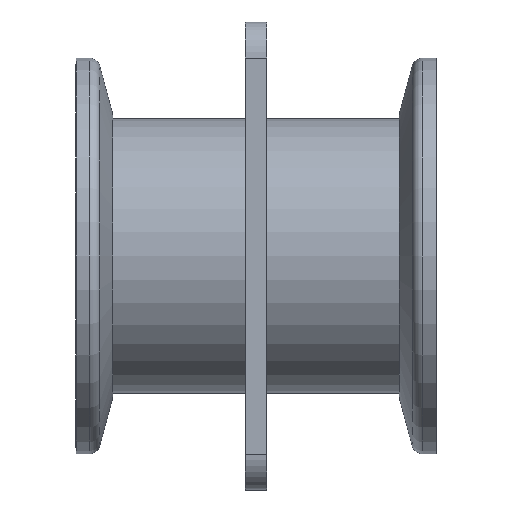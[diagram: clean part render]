
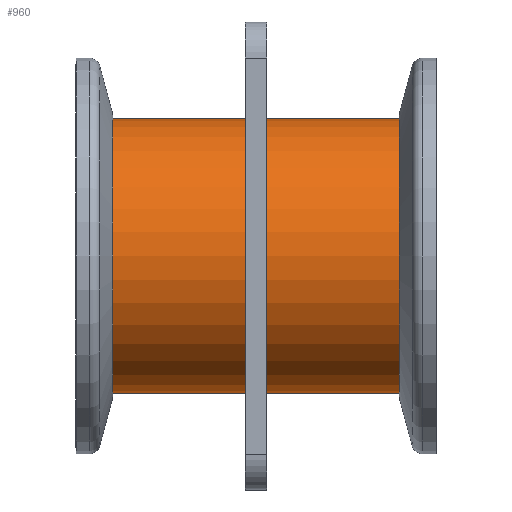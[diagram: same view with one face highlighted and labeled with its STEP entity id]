
A CAD part, front view. The second image highlights one B-rep face of the part: STEP entity #960.
In plain terms, the highlighted cylindrical face has radius 19.05 mm (diameter 38.1 mm), a partial arc.
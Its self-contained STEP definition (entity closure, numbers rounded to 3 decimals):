
#38 = DIRECTION ( 'NONE',  ( 1., 0., 0. ) ) ;
#170 = CYLINDRICAL_SURFACE ( 'NONE', #532, 19.05 ) ;
#177 = VERTEX_POINT ( 'NONE', #973 ) ;
#198 = DIRECTION ( 'NONE',  ( 0., 0., 1. ) ) ;
#252 = ORIENTED_EDGE ( 'NONE', *, *, #966, .F. ) ;
#270 = CARTESIAN_POINT ( 'NONE',  ( 21.5, 0., 19.05 ) ) ;
#279 = CARTESIAN_POINT ( 'NONE',  ( 21.5, 0., 0. ) ) ;
#281 = LINE ( 'NONE', #969, #562 ) ;
#342 = CARTESIAN_POINT ( 'NONE',  ( -21.5, 0., 19.05 ) ) ;
#357 = VECTOR ( 'NONE', #1488, 1000. ) ;
#450 = VERTEX_POINT ( 'NONE', #342 ) ;
#451 = AXIS2_PLACEMENT_3D ( 'NONE', #867, #774, #616 ) ;
#456 = FACE_OUTER_BOUND ( 'NONE', #1080, .T. ) ;
#527 = VERTEX_POINT ( 'NONE', #1075 ) ;
#532 = AXIS2_PLACEMENT_3D ( 'NONE', #279, #619, #198 ) ;
#536 = EDGE_CURVE ( 'NONE', #450, #177, #1125, .T. ) ;
#562 = VECTOR ( 'NONE', #609, 1000. ) ;
#609 = DIRECTION ( 'NONE',  ( -1., 0., 0. ) ) ;
#616 = DIRECTION ( 'NONE',  ( 0., 0., -1. ) ) ;
#619 = DIRECTION ( 'NONE',  ( -1., 0., 0. ) ) ;
#743 = CARTESIAN_POINT ( 'NONE',  ( -21.5, 0., 0. ) ) ;
#774 = DIRECTION ( 'NONE',  ( 1., 0., 0. ) ) ;
#814 = CIRCLE ( 'NONE', #451, 19.05 ) ;
#867 = CARTESIAN_POINT ( 'NONE',  ( 21.5, 0., 0. ) ) ;
#873 = DIRECTION ( 'NONE',  ( 0., 0., -1. ) ) ;
#930 = EDGE_CURVE ( 'NONE', #992, #450, #281, .T. ) ;
#960 = ADVANCED_FACE ( 'NONE', ( #456 ), #170, .T. ) ;
#966 = EDGE_CURVE ( 'NONE', #992, #527, #814, .T. ) ;
#969 = CARTESIAN_POINT ( 'NONE',  ( 21.5, 0., 19.05 ) ) ;
#973 = CARTESIAN_POINT ( 'NONE',  ( -21.5, 0., -19.05 ) ) ;
#992 = VERTEX_POINT ( 'NONE', #270 ) ;
#1021 = LINE ( 'NONE', #1270, #357 ) ;
#1043 = ORIENTED_EDGE ( 'NONE', *, *, #930, .T. ) ;
#1075 = CARTESIAN_POINT ( 'NONE',  ( 21.5, 0., -19.05 ) ) ;
#1080 = EDGE_LOOP ( 'NONE', ( #1190, #252, #1043, #1208 ) ) ;
#1125 = CIRCLE ( 'NONE', #1379, 19.05 ) ;
#1190 = ORIENTED_EDGE ( 'NONE', *, *, #1468, .F. ) ;
#1208 = ORIENTED_EDGE ( 'NONE', *, *, #536, .T. ) ;
#1270 = CARTESIAN_POINT ( 'NONE',  ( 21.5, 0., -19.05 ) ) ;
#1379 = AXIS2_PLACEMENT_3D ( 'NONE', #743, #38, #873 ) ;
#1468 = EDGE_CURVE ( 'NONE', #527, #177, #1021, .T. ) ;
#1488 = DIRECTION ( 'NONE',  ( -1., 0., 0. ) ) ;
